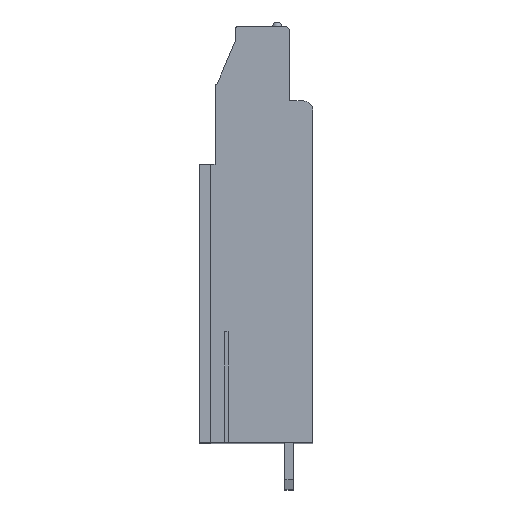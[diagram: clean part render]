
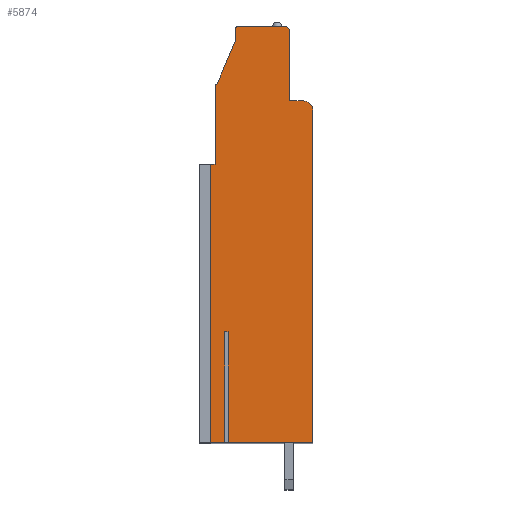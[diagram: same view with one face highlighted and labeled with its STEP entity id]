
A CAD part, top view. The second image highlights one B-rep face of the part: STEP entity #5874.
In plain terms, the highlighted planar face has unit normal (0, 0, 1).
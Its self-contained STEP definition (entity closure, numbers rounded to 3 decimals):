
#13=DIRECTION('',(0.,1.,0.));
#14=VECTOR('',#13,30.);
#15=CARTESIAN_POINT('',(-5.16,-17.199,53.34));
#16=LINE('',#15,#14);
#17=DIRECTION('',(-1.,0.,0.));
#18=VECTOR('',#17,0.5);
#19=CARTESIAN_POINT('',(-4.66,12.801,53.34));
#20=LINE('',#19,#18);
#21=DIRECTION('',(0.,-1.,0.));
#22=VECTOR('',#21,8.4);
#23=CARTESIAN_POINT('',(-4.66,21.201,53.34));
#24=LINE('',#23,#22);
#25=CARTESIAN_POINT('',(-4.46,21.201,53.34));
#26=DIRECTION('',(0.,0.,1.));
#27=DIRECTION('',(0.,1.,0.));
#28=AXIS2_PLACEMENT_3D('',#25,#26,#27);
#30=DIRECTION('',(-0.392,-0.92,0.));
#31=VECTOR('',#30,5.108);
#32=CARTESIAN_POINT('',(-2.46,26.101,53.34));
#33=LINE('',#32,#31);
#34=DIRECTION('',(0.,-1.,0.));
#35=VECTOR('',#34,1.2);
#36=CARTESIAN_POINT('',(-2.46,27.301,53.34));
#37=LINE('',#36,#35);
#38=CARTESIAN_POINT('',(-2.16,27.301,53.34));
#39=DIRECTION('',(0.,0.,1.));
#40=DIRECTION('',(0.,1.,0.));
#41=AXIS2_PLACEMENT_3D('',#38,#39,#40);
#43=DIRECTION('',(-1.,0.,0.));
#44=VECTOR('',#43,5.);
#45=CARTESIAN_POINT('',(2.84,27.601,53.34));
#46=LINE('',#45,#44);
#47=CARTESIAN_POINT('',(2.84,27.101,53.34));
#48=DIRECTION('',(0.,0.,1.));
#49=DIRECTION('',(1.,0.,0.));
#50=AXIS2_PLACEMENT_3D('',#47,#48,#49);
#52=DIRECTION('',(0.,1.,0.));
#53=VECTOR('',#52,7.5);
#54=CARTESIAN_POINT('',(3.34,19.601,53.34));
#55=LINE('',#54,#53);
#56=DIRECTION('',(-1.,0.,0.));
#57=VECTOR('',#56,1.5);
#58=CARTESIAN_POINT('',(4.84,19.601,53.34));
#59=LINE('',#58,#57);
#60=CARTESIAN_POINT('',(4.84,18.601,53.34));
#61=DIRECTION('',(0.,0.,1.));
#62=DIRECTION('',(1.,0.,0.));
#63=AXIS2_PLACEMENT_3D('',#60,#61,#62);
#65=DIRECTION('',(0.,1.,0.));
#66=VECTOR('',#65,35.8);
#67=CARTESIAN_POINT('',(5.84,-17.199,53.34));
#68=LINE('',#67,#66);
#69=DIRECTION('',(1.,0.,0.));
#70=VECTOR('',#69,9.11);
#71=CARTESIAN_POINT('',(-3.27,-17.199,53.34));
#72=LINE('',#71,#70);
#73=DIRECTION('',(0.,1.,0.));
#74=VECTOR('',#73,11.95);
#75=CARTESIAN_POINT('',(-3.27,-17.199,53.34));
#76=LINE('',#75,#74);
#77=DIRECTION('',(-1.,0.,0.));
#78=VECTOR('',#77,0.38);
#79=CARTESIAN_POINT('',(-3.27,-5.249,53.34));
#80=LINE('',#79,#78);
#81=DIRECTION('',(0.,1.,0.));
#82=VECTOR('',#81,11.95);
#83=CARTESIAN_POINT('',(-3.65,-17.199,53.34));
#84=LINE('',#83,#82);
#85=DIRECTION('',(1.,0.,0.));
#86=VECTOR('',#85,1.51);
#87=CARTESIAN_POINT('',(-5.16,-17.199,53.34));
#88=LINE('',#87,#86);
#4495=CARTESIAN_POINT('',(5.84,-17.199,53.34));
#4496=CARTESIAN_POINT('',(5.84,18.601,53.34));
#4497=VERTEX_POINT('',#4495);
#4498=VERTEX_POINT('',#4496);
#4499=CARTESIAN_POINT('',(4.84,19.601,53.34));
#4500=VERTEX_POINT('',#4499);
#4501=CARTESIAN_POINT('',(3.34,19.601,53.34));
#4502=VERTEX_POINT('',#4501);
#4503=CARTESIAN_POINT('',(3.34,27.101,53.34));
#4504=VERTEX_POINT('',#4503);
#4505=CARTESIAN_POINT('',(2.84,27.601,53.34));
#4506=VERTEX_POINT('',#4505);
#4507=CARTESIAN_POINT('',(-2.16,27.601,53.34));
#4508=VERTEX_POINT('',#4507);
#4509=CARTESIAN_POINT('',(-2.46,27.301,53.34));
#4510=VERTEX_POINT('',#4509);
#4511=CARTESIAN_POINT('',(-2.46,26.101,53.34));
#4512=VERTEX_POINT('',#4511);
#4513=CARTESIAN_POINT('',(-4.46,21.401,53.34));
#4514=VERTEX_POINT('',#4513);
#4515=CARTESIAN_POINT('',(-4.66,21.201,53.34));
#4516=VERTEX_POINT('',#4515);
#4517=CARTESIAN_POINT('',(-4.66,12.801,53.34));
#4518=VERTEX_POINT('',#4517);
#4631=CARTESIAN_POINT('',(-3.27,-5.249,53.34));
#4632=CARTESIAN_POINT('',(-3.65,-5.249,53.34));
#4633=VERTEX_POINT('',#4631);
#4634=VERTEX_POINT('',#4632);
#4635=CARTESIAN_POINT('',(-3.27,-17.199,53.34));
#4636=VERTEX_POINT('',#4635);
#4637=CARTESIAN_POINT('',(-3.65,-17.199,53.34));
#4638=VERTEX_POINT('',#4637);
#4647=CARTESIAN_POINT('',(-5.16,-17.199,53.34));
#4648=CARTESIAN_POINT('',(-5.16,12.801,53.34));
#4649=VERTEX_POINT('',#4647);
#4650=VERTEX_POINT('',#4648);
#5831=CARTESIAN_POINT('',(0.,0.,53.34));
#5832=DIRECTION('',(0.,0.,1.));
#5833=DIRECTION('',(1.,0.,0.));
#5834=AXIS2_PLACEMENT_3D('',#5831,#5832,#5833);
#5835=PLANE('',#5834);
#5837=ORIENTED_EDGE('',*,*,#5836,.T.);
#5839=ORIENTED_EDGE('',*,*,#5838,.F.);
#5841=ORIENTED_EDGE('',*,*,#5840,.F.);
#5843=ORIENTED_EDGE('',*,*,#5842,.F.);
#5845=ORIENTED_EDGE('',*,*,#5844,.F.);
#5847=ORIENTED_EDGE('',*,*,#5846,.F.);
#5849=ORIENTED_EDGE('',*,*,#5848,.F.);
#5851=ORIENTED_EDGE('',*,*,#5850,.F.);
#5853=ORIENTED_EDGE('',*,*,#5852,.F.);
#5855=ORIENTED_EDGE('',*,*,#5854,.F.);
#5857=ORIENTED_EDGE('',*,*,#5856,.F.);
#5859=ORIENTED_EDGE('',*,*,#5858,.F.);
#5861=ORIENTED_EDGE('',*,*,#5860,.F.);
#5863=ORIENTED_EDGE('',*,*,#5862,.F.);
#5865=ORIENTED_EDGE('',*,*,#5864,.T.);
#5867=ORIENTED_EDGE('',*,*,#5866,.T.);
#5869=ORIENTED_EDGE('',*,*,#5868,.F.);
#5871=ORIENTED_EDGE('',*,*,#5870,.F.);
#5872=EDGE_LOOP('',(#5837,#5839,#5841,#5843,#5845,#5847,#5849,#5851,#5853,#5855,
#5857,#5859,#5861,#5863,#5865,#5867,#5869,#5871));
#5873=FACE_OUTER_BOUND('',#5872,.F.);
#29=CIRCLE('',#28,0.2);
#42=CIRCLE('',#41,0.3);
#51=CIRCLE('',#50,0.5);
#64=CIRCLE('',#63,1.);
#5836=EDGE_CURVE('',#4649,#4650,#16,.T.);
#5838=EDGE_CURVE('',#4518,#4650,#20,.T.);
#5840=EDGE_CURVE('',#4516,#4518,#24,.T.);
#5842=EDGE_CURVE('',#4514,#4516,#29,.T.);
#5844=EDGE_CURVE('',#4512,#4514,#33,.T.);
#5846=EDGE_CURVE('',#4510,#4512,#37,.T.);
#5848=EDGE_CURVE('',#4508,#4510,#42,.T.);
#5850=EDGE_CURVE('',#4506,#4508,#46,.T.);
#5852=EDGE_CURVE('',#4504,#4506,#51,.T.);
#5854=EDGE_CURVE('',#4502,#4504,#55,.T.);
#5856=EDGE_CURVE('',#4500,#4502,#59,.T.);
#5858=EDGE_CURVE('',#4498,#4500,#64,.T.);
#5860=EDGE_CURVE('',#4497,#4498,#68,.T.);
#5862=EDGE_CURVE('',#4636,#4497,#72,.T.);
#5864=EDGE_CURVE('',#4636,#4633,#76,.T.);
#5866=EDGE_CURVE('',#4633,#4634,#80,.T.);
#5868=EDGE_CURVE('',#4638,#4634,#84,.T.);
#5870=EDGE_CURVE('',#4649,#4638,#88,.T.);
#5874=ADVANCED_FACE('',(#5873),#5835,.T.);
